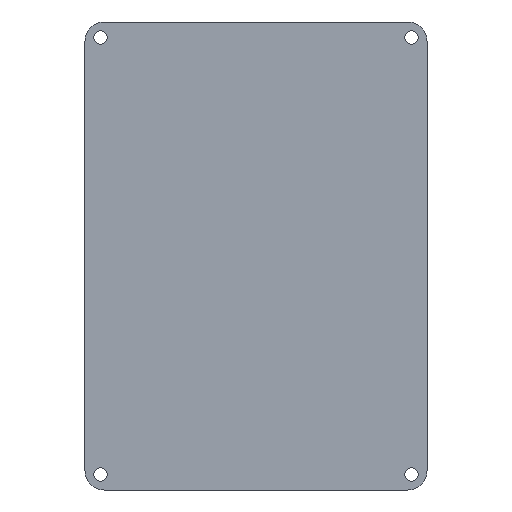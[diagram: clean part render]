
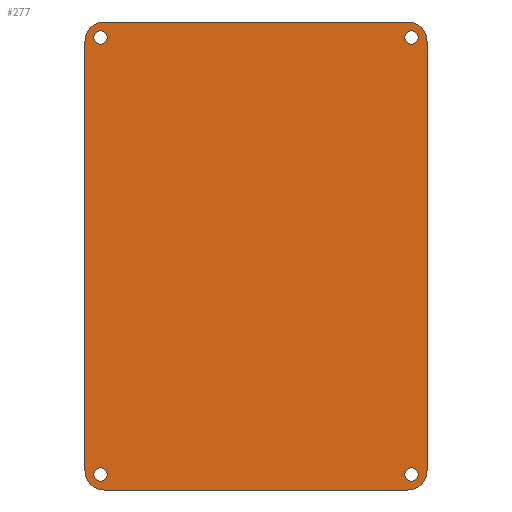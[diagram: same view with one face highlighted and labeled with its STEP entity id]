
A CAD part, front view. The second image highlights one B-rep face of the part: STEP entity #277.
In plain terms, the highlighted planar face has unit normal (0, -1, 0).
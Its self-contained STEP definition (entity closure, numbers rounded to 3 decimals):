
#30=FACE_BOUND('',#60,.T.);
#31=FACE_BOUND('',#61,.T.);
#32=FACE_BOUND('',#62,.T.);
#33=FACE_BOUND('',#63,.T.);
#38=PLANE('',#316);
#45=FACE_OUTER_BOUND('',#59,.T.);
#59=EDGE_LOOP('',(#200,#201,#202,#203,#204,#205,#206,#207));
#60=EDGE_LOOP('',(#208));
#61=EDGE_LOOP('',(#209));
#62=EDGE_LOOP('',(#210));
#63=EDGE_LOOP('',(#211));
#82=LINE('',#437,#102);
#83=LINE('',#441,#103);
#84=LINE('',#445,#104);
#85=LINE('',#448,#105);
#102=VECTOR('',#355,10.);
#103=VECTOR('',#358,10.);
#104=VECTOR('',#361,10.);
#105=VECTOR('',#364,10.);
#120=CIRCLE('',#314,5.);
#122=CIRCLE('',#317,5.);
#123=CIRCLE('',#318,5.);
#124=CIRCLE('',#319,5.);
#125=CIRCLE('',#320,1.75);
#126=CIRCLE('',#321,1.75);
#127=CIRCLE('',#322,1.75);
#128=CIRCLE('',#323,1.75);
#136=VERTEX_POINT('',#427);
#137=VERTEX_POINT('',#428);
#140=VERTEX_POINT('',#436);
#141=VERTEX_POINT('',#438);
#142=VERTEX_POINT('',#440);
#143=VERTEX_POINT('',#442);
#144=VERTEX_POINT('',#444);
#145=VERTEX_POINT('',#446);
#146=VERTEX_POINT('',#449);
#147=VERTEX_POINT('',#451);
#148=VERTEX_POINT('',#453);
#149=VERTEX_POINT('',#455);
#160=EDGE_CURVE('',#136,#137,#120,.T.);
#164=EDGE_CURVE('',#140,#136,#82,.T.);
#165=EDGE_CURVE('',#141,#140,#122,.T.);
#166=EDGE_CURVE('',#142,#141,#83,.T.);
#167=EDGE_CURVE('',#143,#142,#123,.T.);
#168=EDGE_CURVE('',#144,#143,#84,.T.);
#169=EDGE_CURVE('',#145,#144,#124,.T.);
#170=EDGE_CURVE('',#137,#145,#85,.T.);
#171=EDGE_CURVE('',#146,#146,#125,.T.);
#172=EDGE_CURVE('',#147,#147,#126,.T.);
#173=EDGE_CURVE('',#148,#148,#127,.T.);
#174=EDGE_CURVE('',#149,#149,#128,.T.);
#200=ORIENTED_EDGE('',*,*,#160,.F.);
#201=ORIENTED_EDGE('',*,*,#164,.F.);
#202=ORIENTED_EDGE('',*,*,#165,.F.);
#203=ORIENTED_EDGE('',*,*,#166,.F.);
#204=ORIENTED_EDGE('',*,*,#167,.F.);
#205=ORIENTED_EDGE('',*,*,#168,.F.);
#206=ORIENTED_EDGE('',*,*,#169,.F.);
#207=ORIENTED_EDGE('',*,*,#170,.F.);
#208=ORIENTED_EDGE('',*,*,#171,.T.);
#209=ORIENTED_EDGE('',*,*,#172,.T.);
#210=ORIENTED_EDGE('',*,*,#173,.T.);
#211=ORIENTED_EDGE('',*,*,#174,.T.);
#277=ADVANCED_FACE('',(#45,#30,#31,#32,#33),#38,.F.);
#314=AXIS2_PLACEMENT_3D('',#429,#347,#348);
#316=AXIS2_PLACEMENT_3D('',#435,#353,#354);
#317=AXIS2_PLACEMENT_3D('',#439,#356,#357);
#318=AXIS2_PLACEMENT_3D('',#443,#359,#360);
#319=AXIS2_PLACEMENT_3D('',#447,#362,#363);
#320=AXIS2_PLACEMENT_3D('',#450,#365,#366);
#321=AXIS2_PLACEMENT_3D('',#452,#367,#368);
#322=AXIS2_PLACEMENT_3D('',#454,#369,#370);
#323=AXIS2_PLACEMENT_3D('',#456,#371,#372);
#347=DIRECTION('center_axis',(0.,1.,0.));
#348=DIRECTION('ref_axis',(0.,0.,-1.));
#353=DIRECTION('center_axis',(0.,1.,0.));
#354=DIRECTION('ref_axis',(0.,0.,1.));
#355=DIRECTION('',(-1.,0.,0.));
#356=DIRECTION('center_axis',(0.,1.,0.));
#357=DIRECTION('ref_axis',(1.,0.,0.));
#358=DIRECTION('',(0.,0.,-1.));
#359=DIRECTION('center_axis',(0.,1.,0.));
#360=DIRECTION('ref_axis',(0.,0.,1.));
#361=DIRECTION('',(1.,0.,0.));
#362=DIRECTION('center_axis',(0.,1.,0.));
#363=DIRECTION('ref_axis',(-1.,0.,0.));
#364=DIRECTION('',(0.,0.,1.));
#365=DIRECTION('center_axis',(0.,1.,0.));
#366=DIRECTION('ref_axis',(-1.,0.,0.));
#367=DIRECTION('center_axis',(0.,1.,0.));
#368=DIRECTION('ref_axis',(-1.,0.,0.));
#369=DIRECTION('center_axis',(0.,1.,0.));
#370=DIRECTION('ref_axis',(-1.,0.,0.));
#371=DIRECTION('center_axis',(0.,1.,0.));
#372=DIRECTION('ref_axis',(-1.,0.,0.));
#427=CARTESIAN_POINT('',(-39.,0.,-60.19));
#428=CARTESIAN_POINT('',(-44.,0.,-55.19));
#429=CARTESIAN_POINT('Origin',(-39.,0.,-55.19));
#435=CARTESIAN_POINT('Origin',(0.,0.,0.));
#436=CARTESIAN_POINT('',(39.,0.,-60.19));
#437=CARTESIAN_POINT('',(44.,0.,-60.19));
#438=CARTESIAN_POINT('',(44.,0.,-55.19));
#439=CARTESIAN_POINT('Origin',(39.,0.,-55.19));
#440=CARTESIAN_POINT('',(44.,0.,55.19));
#441=CARTESIAN_POINT('',(44.,0.,60.19));
#442=CARTESIAN_POINT('',(39.,0.,60.19));
#443=CARTESIAN_POINT('Origin',(39.,0.,55.19));
#444=CARTESIAN_POINT('',(-39.,0.,60.19));
#445=CARTESIAN_POINT('',(-44.,0.,60.19));
#446=CARTESIAN_POINT('',(-44.,0.,55.19));
#447=CARTESIAN_POINT('Origin',(-39.,0.,55.19));
#448=CARTESIAN_POINT('',(-44.,0.,-60.19));
#449=CARTESIAN_POINT('',(41.75,0.,-56.19));
#450=CARTESIAN_POINT('Origin',(40.,0.,-56.19));
#451=CARTESIAN_POINT('',(41.75,0.,56.19));
#452=CARTESIAN_POINT('Origin',(40.,0.,56.19));
#453=CARTESIAN_POINT('',(-38.25,0.,-56.19));
#454=CARTESIAN_POINT('Origin',(-40.,0.,-56.19));
#455=CARTESIAN_POINT('',(-38.25,0.,56.19));
#456=CARTESIAN_POINT('Origin',(-40.,0.,56.19));
